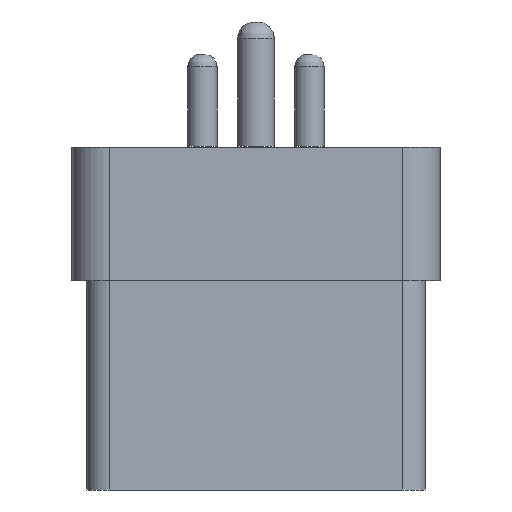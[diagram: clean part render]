
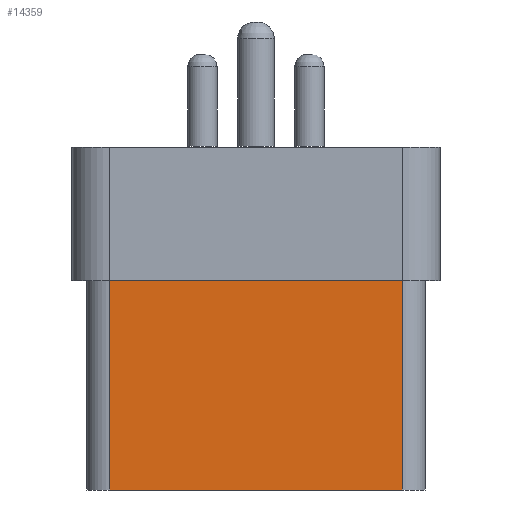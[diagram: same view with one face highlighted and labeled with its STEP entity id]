
A CAD part, front view. The second image highlights one B-rep face of the part: STEP entity #14359.
In plain terms, the highlighted planar face has unit normal (0, -1, 0).
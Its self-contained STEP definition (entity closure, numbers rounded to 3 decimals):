
#1612=LINE('',#26550,#3028);
#1613=LINE('',#26553,#3029);
#1614=LINE('',#26555,#3030);
#1615=LINE('',#26556,#3031);
#3028=VECTOR('',#19833,10.);
#3029=VECTOR('',#19836,10.);
#3030=VECTOR('',#19837,10.);
#3031=VECTOR('',#19838,10.);
#4214=FACE_OUTER_BOUND('',#5135,.T.);
#5135=EDGE_LOOP('',(#13009,#13010,#13011,#13012));
#7009=VERTEX_POINT('',#26546);
#7010=VERTEX_POINT('',#26548);
#7011=VERTEX_POINT('',#26552);
#7012=VERTEX_POINT('',#26554);
#9020=EDGE_CURVE('',#7009,#7010,#1612,.T.);
#9021=EDGE_CURVE('',#7009,#7011,#1613,.T.);
#9022=EDGE_CURVE('',#7012,#7010,#1614,.T.);
#9023=EDGE_CURVE('',#7011,#7012,#1615,.T.);
#13009=ORIENTED_EDGE('',*,*,#9021,.F.);
#13010=ORIENTED_EDGE('',*,*,#9020,.T.);
#13011=ORIENTED_EDGE('',*,*,#9022,.F.);
#13012=ORIENTED_EDGE('',*,*,#9023,.F.);
#13575=PLANE('',#15784);
#14359=ADVANCED_FACE('',(#4214),#13575,.T.);
#15784=AXIS2_PLACEMENT_3D('',#26551,#19834,#19835);
#19833=DIRECTION('',(0.,0.,1.));
#19834=DIRECTION('center_axis',(0.,-1.,0.));
#19835=DIRECTION('ref_axis',(1.,0.,0.));
#19836=DIRECTION('',(-1.,0.,0.));
#19837=DIRECTION('',(1.,0.,0.));
#19838=DIRECTION('',(0.,0.,1.));
#26546=CARTESIAN_POINT('',(35.,-40.5,-81.));
#26548=CARTESIAN_POINT('',(35.,-40.5,-16.));
#26550=CARTESIAN_POINT('',(35.,-40.5,-81.));
#26551=CARTESIAN_POINT('Origin',(-35.,-40.5,-81.));
#26552=CARTESIAN_POINT('',(-35.,-40.5,-81.));
#26553=CARTESIAN_POINT('',(35.,-40.5,-81.));
#26554=CARTESIAN_POINT('',(-35.,-40.5,-16.));
#26555=CARTESIAN_POINT('',(35.,-40.5,-16.));
#26556=CARTESIAN_POINT('',(-35.,-40.5,-81.));
